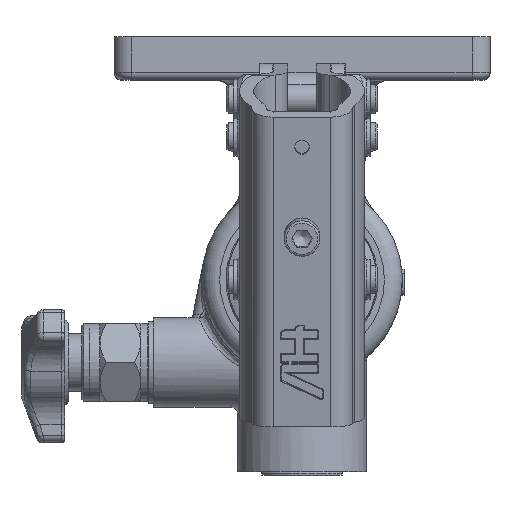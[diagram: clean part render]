
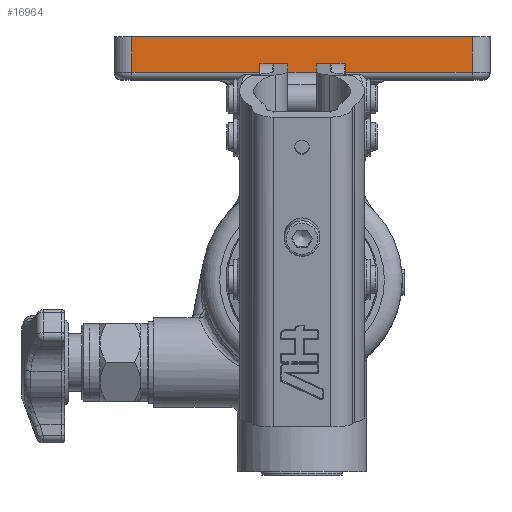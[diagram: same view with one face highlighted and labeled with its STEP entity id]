
A CAD part, top view. The second image highlights one B-rep face of the part: STEP entity #16964.
In plain terms, the highlighted planar face has unit normal (0, 0, 1).
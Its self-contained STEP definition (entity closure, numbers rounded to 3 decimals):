
#16664=CARTESIAN_POINT('',(47.5,68.0,138.5));
#16665=VERTEX_POINT('',#16664);
#16715=CARTESIAN_POINT('',(-47.5,68.0,138.5));
#16716=VERTEX_POINT('',#16715);
#16724=CARTESIAN_POINT('',(47.5,68.0,138.5));
#16725=DIRECTION('',(-1.0,0.0,0.0));
#16726=VECTOR('',#16725,95.0);
#16727=LINE('',#16724,#16726);
#16728=EDGE_CURVE('',#16665,#16716,#16727,.T.);
#16906=CARTESIAN_POINT('',(47.5,58.0,138.5));
#16907=VERTEX_POINT('',#16906);
#16908=CARTESIAN_POINT('',(47.5,68.0,138.5));
#16909=DIRECTION('',(0.0,-1.0,0.0));
#16910=VECTOR('',#16909,10.);
#16911=LINE('',#16908,#16910);
#16912=EDGE_CURVE('',#16665,#16907,#16911,.T.);
#16925=CARTESIAN_POINT('',(-47.5,69.0,138.5));
#16926=DIRECTION('',(0.0,0.0,1.0));
#16927=DIRECTION('',(1.0,0.0,0.0));
#16928=AXIS2_PLACEMENT_3D('',#16925,#16926,#16927);
#16929=PLANE('',#16928);
#16930=ORIENTED_EDGE('',*,*,#16728,.T.);
#16931=CARTESIAN_POINT('',(-47.5,58.0,138.5));
#16932=VERTEX_POINT('',#16931);
#16933=CARTESIAN_POINT('',(-47.5,68.0,138.5));
#16934=DIRECTION('',(0.0,-1.0,0.0));
#16935=VECTOR('',#16934,10.);
#16936=LINE('',#16933,#16935);
#16937=EDGE_CURVE('',#16716,#16932,#16936,.T.);
#16938=ORIENTED_EDGE('',*,*,#16937,.T.);
#16939=CARTESIAN_POINT('',(-9.,58.0,138.5));
#16940=VERTEX_POINT('',#16939);
#16941=CARTESIAN_POINT('',(-9.,58.0,138.5));
#16942=DIRECTION('',(-1.0,0.0,0.0));
#16943=VECTOR('',#16942,38.5);
#16944=LINE('',#16941,#16943);
#16945=EDGE_CURVE('',#16940,#16932,#16944,.T.);
#16946=ORIENTED_EDGE('',*,*,#16945,.F.);
#16947=CARTESIAN_POINT('',(9.,58.0,138.5));
#16948=VERTEX_POINT('',#16947);
#16949=CARTESIAN_POINT('',(9.,58.0,138.5));
#16950=DIRECTION('',(-1.0,0.0,0.0));
#16951=VECTOR('',#16950,18.);
#16952=LINE('',#16949,#16951);
#16953=EDGE_CURVE('',#16948,#16940,#16952,.T.);
#16954=ORIENTED_EDGE('',*,*,#16953,.F.);
#16955=CARTESIAN_POINT('',(47.5,58.0,138.5));
#16956=DIRECTION('',(-1.0,0.0,0.0));
#16957=VECTOR('',#16956,38.5);
#16958=LINE('',#16955,#16957);
#16959=EDGE_CURVE('',#16907,#16948,#16958,.T.);
#16960=ORIENTED_EDGE('',*,*,#16959,.F.);
#16961=ORIENTED_EDGE('',*,*,#16912,.F.);
#16962=EDGE_LOOP('',(#16930,#16938,#16946,#16954,#16960,#16961));
#16963=FACE_OUTER_BOUND('',#16962,.T.);
#16964=ADVANCED_FACE('',(#16963),#16929,.T.);
